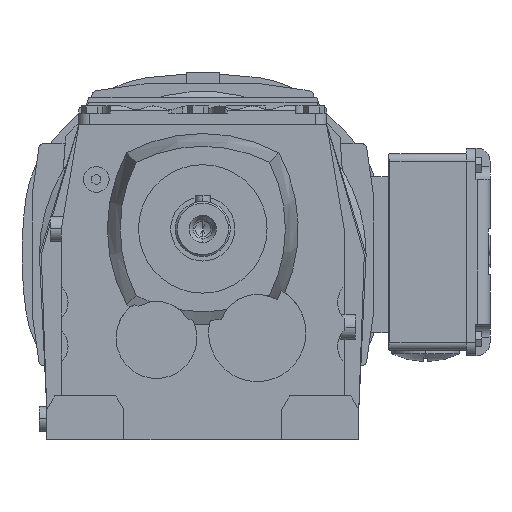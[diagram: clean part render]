
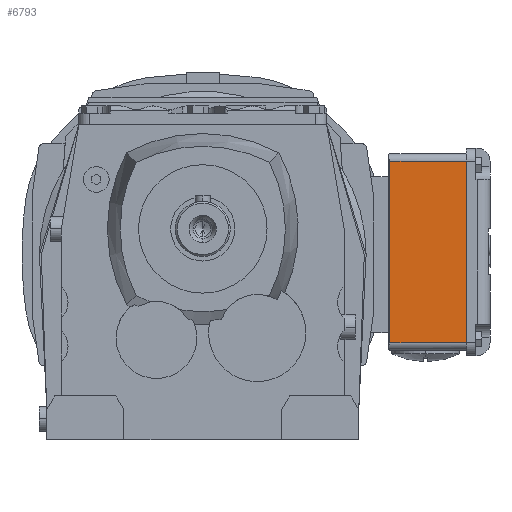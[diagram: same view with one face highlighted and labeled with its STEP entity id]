
A CAD part, left-side view. The second image highlights one B-rep face of the part: STEP entity #6793.
In plain terms, the highlighted planar face has unit normal (-1, 0, 0).
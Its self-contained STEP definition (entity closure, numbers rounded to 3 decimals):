
#5375=VERTEX_POINT('',#15284);
#6793=ADVANCED_FACE('',(#16849),#16850,.T.);
#6891=EDGE_CURVE('',#5375,#11271,#16957,.T.);
#8447=VERTEX_POINT('',#18649);
#9563=EDGE_CURVE('',#5375,#13037,#19876,.T.);
#11271=VERTEX_POINT('',#21763);
#12611=EDGE_CURVE('',#11271,#8447,#23264,.T.);
#13007=EDGE_CURVE('',#13037,#8447,#23697,.T.);
#13037=VERTEX_POINT('',#23731);
#15284=CARTESIAN_POINT('',(317.0,-102.0,-62.006));
#16849=FACE_OUTER_BOUND('',#28738,.T.);
#16850=PLANE('',#28739);
#16957=LINE('',#28937,#28938);
#18649=CARTESIAN_POINT('',(317.0,-143.5,36.994));
#19876=LINE('',#33971,#33972);
#21763=CARTESIAN_POINT('',(317.0,-102.0,36.994));
#23264=LINE('',#40065,#40066);
#23697=LINE('',#40876,#40877);
#23731=CARTESIAN_POINT('',(317.0,-143.5,-62.006));
#28738=EDGE_LOOP('',(#46525,#46526,#46527,#46528));
#28739=AXIS2_PLACEMENT_3D('',#46529,#46530,#46531);
#28937=CARTESIAN_POINT('',(317.0,-102.0,-12.506));
#28938=VECTOR('',#46653,1.0);
#33971=CARTESIAN_POINT('',(317.0,-101.0,-62.006));
#33972=VECTOR('',#49864,1.0);
#40065=CARTESIAN_POINT('',(317.0,-101.0,36.994));
#40066=VECTOR('',#53858,1.0);
#40876=CARTESIAN_POINT('',(317.0,-143.5,-14.006));
#40877=VECTOR('',#54310,1.0);
#46525=ORIENTED_EDGE('',*,*,#9563,.T.);
#46526=ORIENTED_EDGE('',*,*,#13007,.T.);
#46527=ORIENTED_EDGE('',*,*,#12611,.F.);
#46528=ORIENTED_EDGE('',*,*,#6891,.F.);
#46529=CARTESIAN_POINT('',(317.0,-101.0,-14.006));
#46530=DIRECTION('',(-1.0,0.0,0.0));
#46531=DIRECTION('',(0.0,0.0,-1.0));
#46653=DIRECTION('',(-0.0,0.0,1.0));
#49864=DIRECTION('',(0.0,-1.0,0.0));
#53858=DIRECTION('',(0.0,-1.0,0.0));
#54310=DIRECTION('',(0.0,0.0,1.0));
